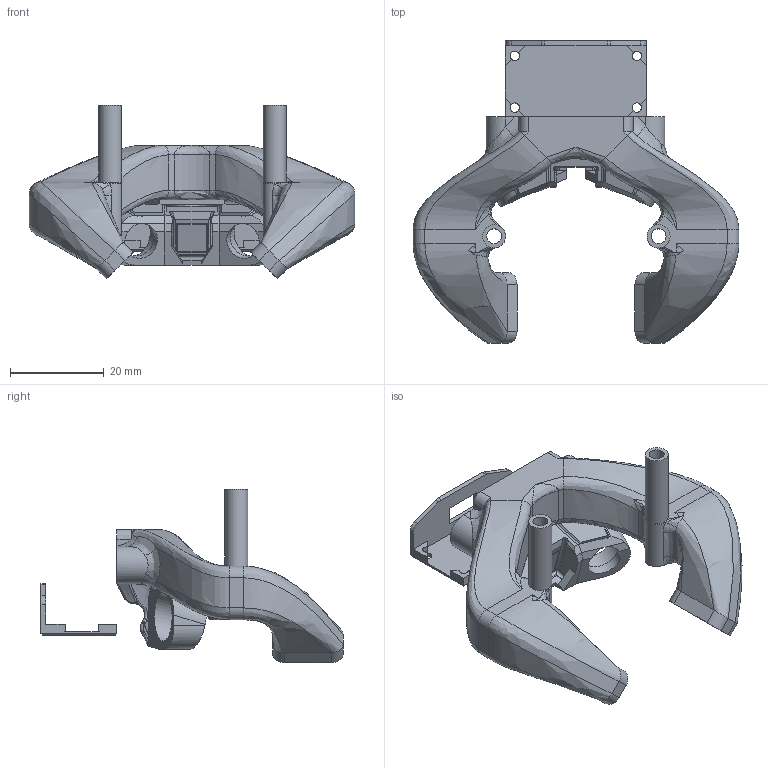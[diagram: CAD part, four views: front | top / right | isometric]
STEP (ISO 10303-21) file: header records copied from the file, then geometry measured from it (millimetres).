
FILE_DESCRIPTION(/* description */ (''),/* implementation_level */ '2;1');
FILE_NAME(/* name */ 'Cam duct + spacers.step',/* time_stamp */ '2023-03-20T16:48:26+01:00',/* author */ (''),/* organization */ (''),/* preprocessor_version */ 'ST-DEVELOPER v19.2',/* originating_system */ 'Autodesk Translation Framework v11.17.0.187',/* authorisation */ '');
FILE_SCHEMA (('AUTOMOTIVE_DESIGN { 1 0 10303 214 3 1 1 }'));
Length unit declared in the file: millimetre
Products named in the file (5): Assembled Copy_Cam Duct; cam_mount_geometry_V2 v1; Cam duct; Spacers; PCB cover
Assembly tree (4 placements, depth 3):
  Assembled Copy_Cam Duct
    cam_mount_geometry_V2 v1
    Cam duct
      Spacers
    PCB cover
Bounding box: 69.33 x 64.34 x 36.93 mm (x, y, z)
Volume: 9443 mm3; surface area: 15040.6 mm2
Topology: 4 solids, 4 shells, 541 faces, 1516 edges, 963 vertices
Faces by surface type: bspline 266, plane 179, cylinder 88, sphere 4, torus 4
Full cylindrical faces by diameter (mm): 2 x4, 3.2 x4, 4.9 x2, 7.5 x2, 10 x2
Entity records: 27247 total; most frequent: CARTESIAN_POINT 15059, ORIENTED_EDGE 3004, DIRECTION 1702, EDGE_CURVE 1502, VERTEX_POINT 963, B_SPLINE_CURVE_WITH_KNOTS 634, LINE 602, VECTOR 602
